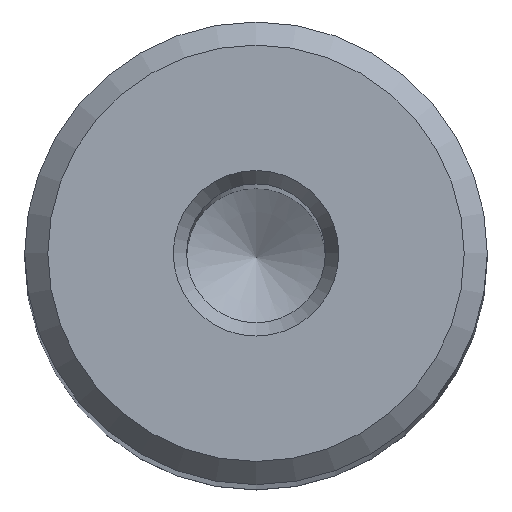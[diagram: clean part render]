
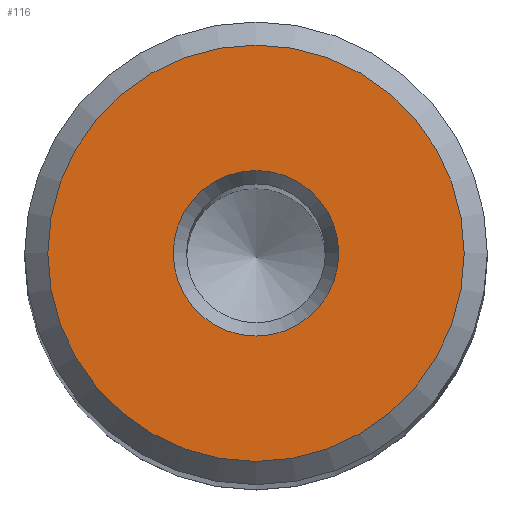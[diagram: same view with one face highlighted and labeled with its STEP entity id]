
A CAD part, top view. The second image highlights one B-rep face of the part: STEP entity #116.
In plain terms, the highlighted planar face has unit normal (0, 0, 1).
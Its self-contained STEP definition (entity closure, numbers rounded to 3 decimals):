
#35=PLANE('',#606);
#116=ADVANCED_FACE('',(#251,#252),#35,.T.);
#251=FACE_BOUND('',#333,.T.);
#252=FACE_BOUND('',#334,.T.);
#333=EDGE_LOOP('',(#415));
#334=EDGE_LOOP('',(#416));
#415=ORIENTED_EDGE('',*,*,#502,.T.);
#416=ORIENTED_EDGE('',*,*,#503,.T.);
#461=VERTEX_POINT('',#1066);
#462=VERTEX_POINT('',#1069);
#502=EDGE_CURVE('',#461,#461,#543,.T.);
#503=EDGE_CURVE('',#462,#462,#544,.T.);
#543=CIRCLE('',#603,3.577);
#544=CIRCLE('',#605,9.);
#603=AXIS2_PLACEMENT_3D('',#1065,#743,#744);
#605=AXIS2_PLACEMENT_3D('',#1068,#747,#748);
#606=AXIS2_PLACEMENT_3D('',#1070,#749,#750);
#743=DIRECTION('',(0.,0.,-1.));
#744=DIRECTION('',(1.,0.,0.));
#747=DIRECTION('',(0.,0.,1.));
#748=DIRECTION('',(1.,0.,0.));
#749=DIRECTION('',(0.,0.,1.));
#750=DIRECTION('',(1.,0.,0.));
#1065=CARTESIAN_POINT('',(0.,0.,0.));
#1066=CARTESIAN_POINT('',(3.577,0.,0.));
#1068=CARTESIAN_POINT('',(0.,0.,0.));
#1069=CARTESIAN_POINT('',(9.,0.,0.));
#1070=CARTESIAN_POINT('',(0.,0.,0.));
